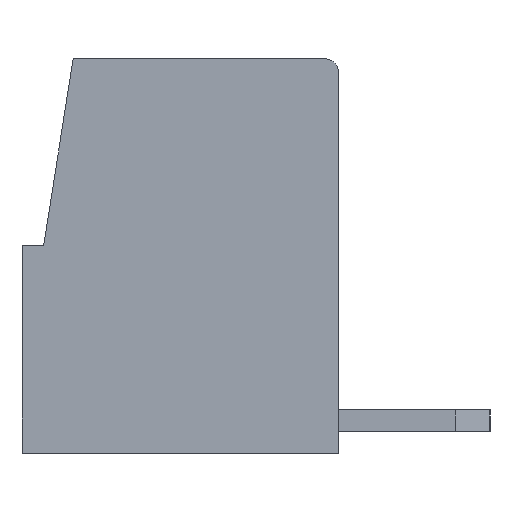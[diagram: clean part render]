
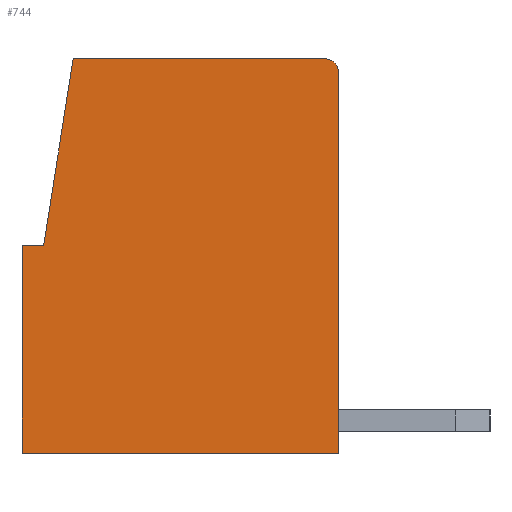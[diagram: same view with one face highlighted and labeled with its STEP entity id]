
A CAD part, left-side view. The second image highlights one B-rep face of the part: STEP entity #744.
In plain terms, the highlighted planar face has unit normal (-1, 0, 0).
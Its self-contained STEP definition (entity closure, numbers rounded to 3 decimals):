
#744 = ADVANCED_FACE( '', ( #1551 ), #1552, .T. );
#1551 = FACE_OUTER_BOUND( '', #2442, .T. );
#1552 = PLANE( '', #2443 );
#2442 = EDGE_LOOP( '', ( #4456, #4457, #4458, #4459, #4460, #4461, #4462 ) );
#2443 = AXIS2_PLACEMENT_3D( '', #4463, #4464, #4465 );
#4456 = ORIENTED_EDGE( '', *, *, #6138, .F. );
#4457 = ORIENTED_EDGE( '', *, *, #6045, .F. );
#4458 = ORIENTED_EDGE( '', *, *, #5873, .F. );
#4459 = ORIENTED_EDGE( '', *, *, #5950, .F. );
#4460 = ORIENTED_EDGE( '', *, *, #6175, .F. );
#4461 = ORIENTED_EDGE( '', *, *, #5760, .F. );
#4462 = ORIENTED_EDGE( '', *, *, #5413, .F. );
#4463 = CARTESIAN_POINT( '', ( -3.355, -9.024, 9.8 ) );
#4464 = DIRECTION( '', ( -1., 0., 0. ) );
#4465 = DIRECTION( '', ( 0., 0., 1. ) );
#5413 = EDGE_CURVE( '', #6482, #6484, #6485, .T. );
#5760 = EDGE_CURVE( '', #6484, #7062, #7063, .T. );
#5873 = EDGE_CURVE( '', #7223, #7221, #7225, .T. );
#5950 = EDGE_CURVE( '', #7336, #7223, #7338, .T. );
#6045 = EDGE_CURVE( '', #7221, #7478, #7480, .T. );
#6138 = EDGE_CURVE( '', #7478, #6482, #7605, .T. );
#6175 = EDGE_CURVE( '', #7062, #7336, #7655, .T. );
#6482 = VERTEX_POINT( '', #8032 );
#6484 = VERTEX_POINT( '', #8035 );
#6485 = CIRCLE( '', #8036, 0.3 );
#7062 = VERTEX_POINT( '', #8862 );
#7063 = LINE( '', #8863, #8864 );
#7221 = VERTEX_POINT( '', #9092 );
#7223 = VERTEX_POINT( '', #9095 );
#7225 = LINE( '', #9098, #9099 );
#7336 = VERTEX_POINT( '', #9264 );
#7338 = LINE( '', #9267, #9268 );
#7478 = VERTEX_POINT( '', #9473 );
#7480 = LINE( '', #9476, #9477 );
#7605 = LINE( '', #9663, #9664 );
#7655 = LINE( '', #9742, #9743 );
#8032 = CARTESIAN_POINT( '', ( -3.355, -4.034, 9.1 ) );
#8035 = CARTESIAN_POINT( '', ( -3.355, -4.334, 8.8 ) );
#8036 = AXIS2_PLACEMENT_3D( '', #10111, #10112, #10113 );
#8862 = CARTESIAN_POINT( '', ( -3.355, -4.334, 0. ) );
#8863 = CARTESIAN_POINT( '', ( -3.355, -4.334, 0. ) );
#8864 = VECTOR( '', #10447, 1000. );
#9092 = CARTESIAN_POINT( '', ( -3.355, 2.466, 4.8 ) );
#9095 = CARTESIAN_POINT( '', ( -3.355, 2.966, 4.8 ) );
#9098 = CARTESIAN_POINT( '', ( -3.355, 0., 4.8 ) );
#9099 = VECTOR( '', #10559, 1000. );
#9264 = CARTESIAN_POINT( '', ( -3.355, 2.966, 0. ) );
#9267 = CARTESIAN_POINT( '', ( -3.355, 2.966, 0. ) );
#9268 = VECTOR( '', #10618, 1000. );
#9473 = CARTESIAN_POINT( '', ( -3.355, 1.785, 9.1 ) );
#9476 = CARTESIAN_POINT( '', ( -3.355, 3.226, 0. ) );
#9477 = VECTOR( '', #10694, 1000. );
#9663 = CARTESIAN_POINT( '', ( -3.355, 0., 9.1 ) );
#9664 = VECTOR( '', #10768, 1000. );
#9742 = CARTESIAN_POINT( '', ( -3.355, 0., 0. ) );
#9743 = VECTOR( '', #10797, 1000. );
#10111 = CARTESIAN_POINT( '', ( -3.355, -4.034, 8.8 ) );
#10112 = DIRECTION( '', ( 1., 0., 0. ) );
#10113 = DIRECTION( '', ( 0., -1., 0. ) );
#10447 = DIRECTION( '', ( 0., 0., -1. ) );
#10559 = DIRECTION( '', ( 0., -1., 0. ) );
#10618 = DIRECTION( '', ( 0., 0., 1. ) );
#10694 = DIRECTION( '', ( 0., -0.156, 0.988 ) );
#10768 = DIRECTION( '', ( 0., -1., 0. ) );
#10797 = DIRECTION( '', ( 0., 1., 0. ) );
